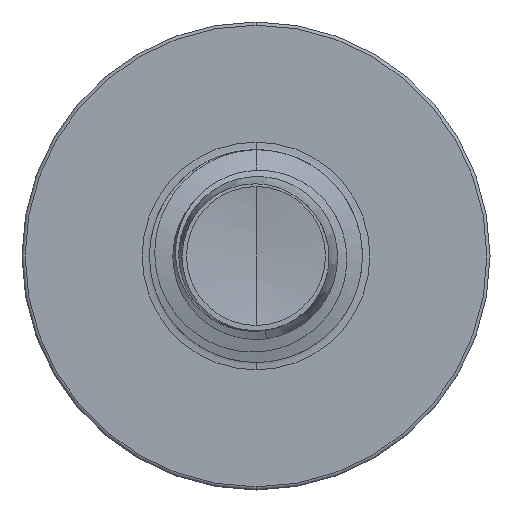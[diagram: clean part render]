
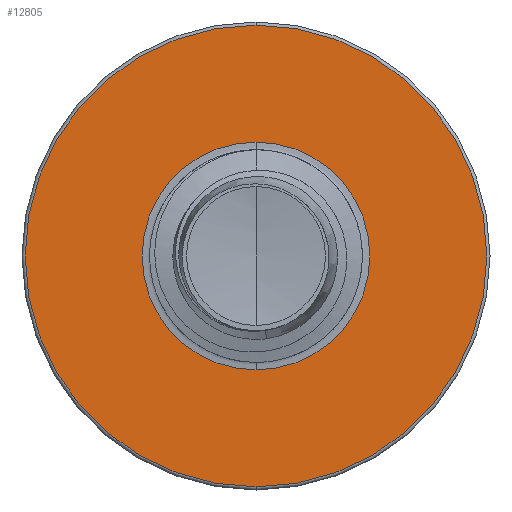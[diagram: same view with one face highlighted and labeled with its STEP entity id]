
A CAD part, front view. The second image highlights one B-rep face of the part: STEP entity #12805.
In plain terms, the highlighted planar face has unit normal (0, -1, 0).
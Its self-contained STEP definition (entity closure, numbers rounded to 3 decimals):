
#234 = EDGE_CURVE ( 'NONE', #1040, #9450, #11747, .T. ) ;
#492 = AXIS2_PLACEMENT_3D ( 'NONE', #2993, #2966, #2950 ) ;
#630 = AXIS2_PLACEMENT_3D ( 'NONE', #5120, #8457, #3677 ) ;
#1040 = VERTEX_POINT ( 'NONE', #10920 ) ;
#2170 = DIRECTION ( 'NONE',  ( 0., 0., 1. ) ) ;
#2176 = DIRECTION ( 'NONE',  ( 0., 1., 0. ) ) ;
#2195 = CARTESIAN_POINT ( 'NONE',  ( 0., 5., 0. ) ) ;
#2604 = CIRCLE ( 'NONE', #10759, 2.677 ) ;
#2950 = DIRECTION ( 'NONE',  ( 0., 0., 1. ) ) ;
#2966 = DIRECTION ( 'NONE',  ( 0., 1., 0. ) ) ;
#2993 = CARTESIAN_POINT ( 'NONE',  ( 0., 5., 0. ) ) ;
#3570 = VERTEX_POINT ( 'NONE', #11353 ) ;
#3677 = DIRECTION ( 'NONE',  ( 0., 0., 1. ) ) ;
#4632 = AXIS2_PLACEMENT_3D ( 'NONE', #6043, #5931, #11344 ) ;
#5120 = CARTESIAN_POINT ( 'NONE',  ( 0., 5., -2.677 ) ) ;
#5931 = DIRECTION ( 'NONE',  ( 0., 1., 0. ) ) ;
#6043 = CARTESIAN_POINT ( 'NONE',  ( 0., 5., 0. ) ) ;
#6342 = EDGE_CURVE ( 'NONE', #9450, #1040, #14860, .T. ) ;
#6404 = EDGE_LOOP ( 'NONE', ( #10911, #15273 ) ) ;
#7143 = CIRCLE ( 'NONE', #492, 2.677 ) ;
#7350 = EDGE_CURVE ( 'NONE', #3570, #8535, #2604, .T. ) ;
#8457 = DIRECTION ( 'NONE',  ( 0., 1., 0. ) ) ;
#8535 = VERTEX_POINT ( 'NONE', #12728 ) ;
#8545 = CARTESIAN_POINT ( 'NONE',  ( 0., 5., -5.425 ) ) ;
#9450 = VERTEX_POINT ( 'NONE', #8545 ) ;
#9617 = PLANE ( 'NONE',  #630 ) ;
#10759 = AXIS2_PLACEMENT_3D ( 'NONE', #11584, #11572, #11551 ) ;
#10911 = ORIENTED_EDGE ( 'NONE', *, *, #234, .F. ) ;
#10920 = CARTESIAN_POINT ( 'NONE',  ( 0., 5., 5.425 ) ) ;
#11262 = ORIENTED_EDGE ( 'NONE', *, *, #14276, .T. ) ;
#11344 = DIRECTION ( 'NONE',  ( 0., 0., 1. ) ) ;
#11353 = CARTESIAN_POINT ( 'NONE',  ( 0., 5., 2.677 ) ) ;
#11551 = DIRECTION ( 'NONE',  ( 0., 0., 1. ) ) ;
#11572 = DIRECTION ( 'NONE',  ( 0., 1., 0. ) ) ;
#11584 = CARTESIAN_POINT ( 'NONE',  ( 0., 5., 0. ) ) ;
#11747 = CIRCLE ( 'NONE', #4632, 5.425 ) ;
#12728 = CARTESIAN_POINT ( 'NONE',  ( 0., 5., -2.677 ) ) ;
#12789 = AXIS2_PLACEMENT_3D ( 'NONE', #2195, #2176, #2170 ) ;
#12805 = ADVANCED_FACE ( 'NONE', ( #13086, #15386 ), #9617, .F. ) ;
#13086 = FACE_OUTER_BOUND ( 'NONE', #6404, .T. ) ;
#14239 = ORIENTED_EDGE ( 'NONE', *, *, #7350, .T. ) ;
#14276 = EDGE_CURVE ( 'NONE', #8535, #3570, #7143, .T. ) ;
#14860 = CIRCLE ( 'NONE', #12789, 5.425 ) ;
#15273 = ORIENTED_EDGE ( 'NONE', *, *, #6342, .F. ) ;
#15324 = EDGE_LOOP ( 'NONE', ( #14239, #11262 ) ) ;
#15386 = FACE_BOUND ( 'NONE', #15324, .T. ) ;
